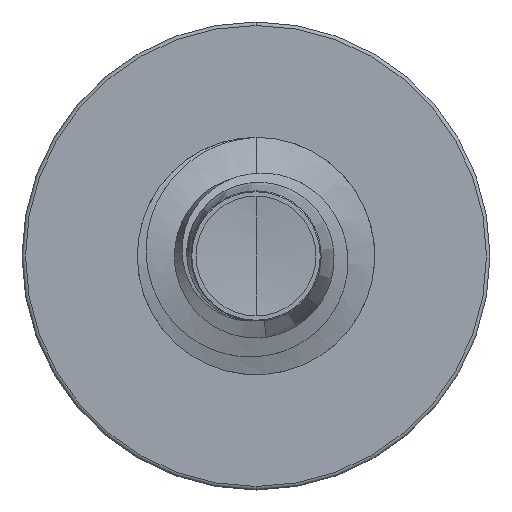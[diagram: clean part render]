
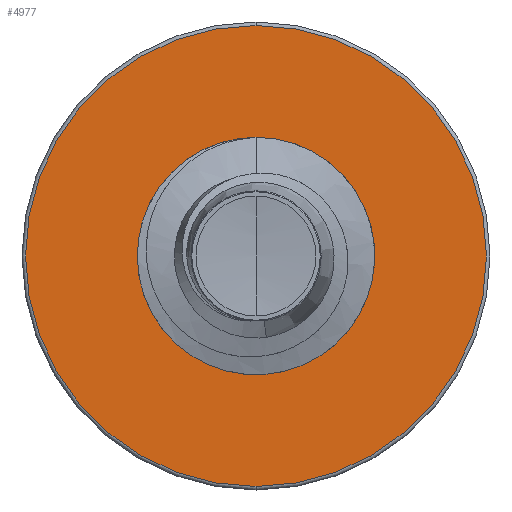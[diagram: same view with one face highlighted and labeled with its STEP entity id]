
A CAD part, front view. The second image highlights one B-rep face of the part: STEP entity #4977.
In plain terms, the highlighted planar face has unit normal (0, -1, 0).
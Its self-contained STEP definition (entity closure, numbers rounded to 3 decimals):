
#51 = CARTESIAN_POINT ( 'NONE',  ( 0., 5., -1.722 ) ) ;
#277 = CARTESIAN_POINT ( 'NONE',  ( 0., 5., 1.722 ) ) ;
#401 = CIRCLE ( 'NONE', #418, 3.397 ) ;
#418 = AXIS2_PLACEMENT_3D ( 'NONE', #4152, #4165, #8533 ) ;
#482 = FACE_OUTER_BOUND ( 'NONE', #578, .T. ) ;
#578 = EDGE_LOOP ( 'NONE', ( #3108, #1869 ) ) ;
#1212 = EDGE_CURVE ( 'NONE', #3655, #6566, #2916, .T. ) ;
#1794 = DIRECTION ( 'NONE',  ( 0., 1., 0. ) ) ;
#1869 = ORIENTED_EDGE ( 'NONE', *, *, #1921, .F. ) ;
#1921 = EDGE_CURVE ( 'NONE', #7999, #10522, #401, .T. ) ;
#2649 = FACE_BOUND ( 'NONE', #3454, .T. ) ;
#2916 = CIRCLE ( 'NONE', #6860, 1.722 ) ;
#3108 = ORIENTED_EDGE ( 'NONE', *, *, #7572, .F. ) ;
#3454 = EDGE_LOOP ( 'NONE', ( #3688, #3734 ) ) ;
#3655 = VERTEX_POINT ( 'NONE', #51 ) ;
#3688 = ORIENTED_EDGE ( 'NONE', *, *, #8996, .T. ) ;
#3734 = ORIENTED_EDGE ( 'NONE', *, *, #1212, .T. ) ;
#3806 = CARTESIAN_POINT ( 'NONE',  ( 0., 5., -3.397 ) ) ;
#3919 = CARTESIAN_POINT ( 'NONE',  ( 0., 5., 3.398 ) ) ;
#4113 = AXIS2_PLACEMENT_3D ( 'NONE', #6541, #6531, #6528 ) ;
#4152 = CARTESIAN_POINT ( 'NONE',  ( 0., 5., 0. ) ) ;
#4165 = DIRECTION ( 'NONE',  ( 0., 1., 0. ) ) ;
#4385 = CARTESIAN_POINT ( 'NONE',  ( 0., 5., 0. ) ) ;
#4977 = ADVANCED_FACE ( 'NONE', ( #482, #2649 ), #6312, .F. ) ;
#4990 = DIRECTION ( 'NONE',  ( 0., 0., 1. ) ) ;
#5416 = DIRECTION ( 'NONE',  ( 0., 0., 1. ) ) ;
#5484 = DIRECTION ( 'NONE',  ( 0., 1., 0. ) ) ;
#6312 = PLANE ( 'NONE',  #4113 ) ;
#6500 = AXIS2_PLACEMENT_3D ( 'NONE', #4385, #9844, #5416 ) ;
#6528 = DIRECTION ( 'NONE',  ( 0., 0., 1. ) ) ;
#6531 = DIRECTION ( 'NONE',  ( 0., 1., 0. ) ) ;
#6541 = CARTESIAN_POINT ( 'NONE',  ( 0., 5., -1.722 ) ) ;
#6566 = VERTEX_POINT ( 'NONE', #277 ) ;
#6860 = AXIS2_PLACEMENT_3D ( 'NONE', #7655, #1794, #4990 ) ;
#6946 = AXIS2_PLACEMENT_3D ( 'NONE', #9872, #5484, #10290 ) ;
#7572 = EDGE_CURVE ( 'NONE', #10522, #7999, #9935, .T. ) ;
#7655 = CARTESIAN_POINT ( 'NONE',  ( 0., 5., 0. ) ) ;
#7999 = VERTEX_POINT ( 'NONE', #3806 ) ;
#8533 = DIRECTION ( 'NONE',  ( 0., 0., 1. ) ) ;
#8996 = EDGE_CURVE ( 'NONE', #6566, #3655, #9867, .T. ) ;
#9844 = DIRECTION ( 'NONE',  ( 0., 1., 0. ) ) ;
#9867 = CIRCLE ( 'NONE', #6500, 1.722 ) ;
#9872 = CARTESIAN_POINT ( 'NONE',  ( 0., 5., 0. ) ) ;
#9935 = CIRCLE ( 'NONE', #6946, 3.397 ) ;
#10290 = DIRECTION ( 'NONE',  ( 0., 0., 1. ) ) ;
#10522 = VERTEX_POINT ( 'NONE', #3919 ) ;
